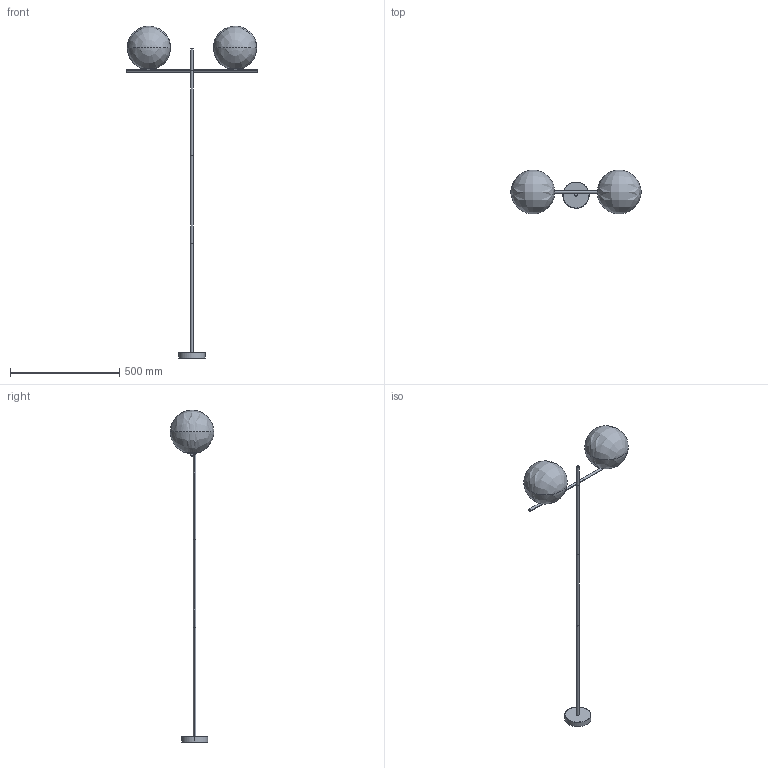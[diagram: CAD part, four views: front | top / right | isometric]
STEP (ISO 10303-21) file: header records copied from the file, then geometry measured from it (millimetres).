
FILE_DESCRIPTION(/* description */ (''),/* implementation_level */ '2;1');
FILE_NAME(/* name */ '1744.64_JUGEN',/* time_stamp */ '2023-01-16T18:39:18+01:00',/* author */ (''),/* organization */ (''),/* preprocessor_version */ 'ST-DEVELOPER v16.5',/* originating_system */ 'Rhino 7.15',/* authorisation */ '');
FILE_SCHEMA (('CONFIG_CONTROL_DESIGN'));
Length unit declared in the file: millimetre
Products named in the file (1): Document
Bounding box: 600 x 200 x 1517.06 mm (x, y, z)
Volume: 507458 mm3; surface area: 359867.1 mm2
Topology: 6 solids, 10 shells, 32 faces, 63 edges, 45 vertices
Faces by surface type: cylinder 12, plane 12, bspline 8
Entity records: 1208 total; most frequent: CARTESIAN_POINT 733, ORIENTED_EDGE 92, EDGE_CURVE 48, EDGE_LOOP 34, VERTEX_POINT 34, ADVANCED_FACE 32, FACE_OUTER_BOUND 32, DIRECTION 32
